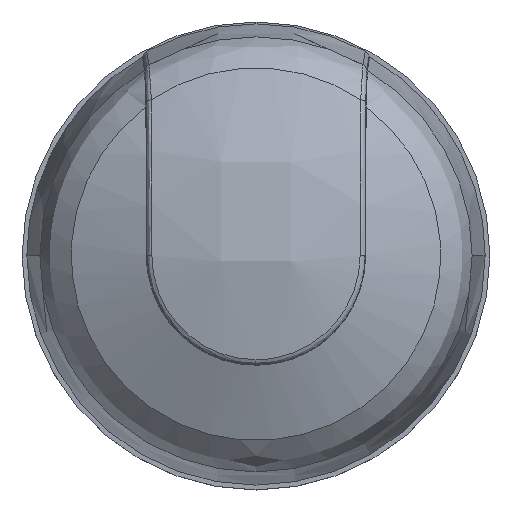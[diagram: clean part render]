
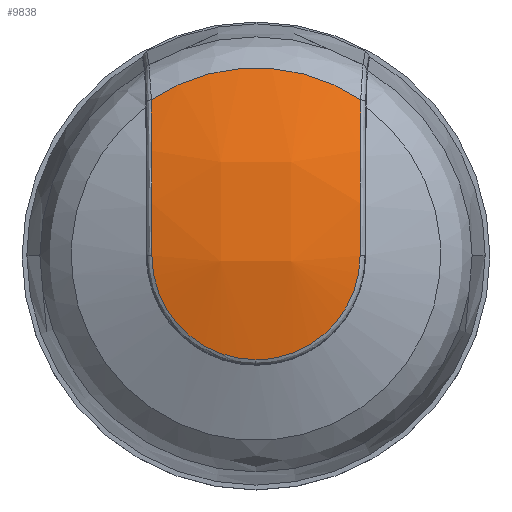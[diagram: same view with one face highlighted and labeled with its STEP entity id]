
A CAD part, top view. The second image highlights one B-rep face of the part: STEP entity #9838.
In plain terms, the highlighted free-form (B-spline) face has degree [3, 3] with [4, 4] control points.
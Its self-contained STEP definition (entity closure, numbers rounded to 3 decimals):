
#153 = CARTESIAN_POINT ( 'NONE',  ( -10.777, 20.975, 58.029 ) ) ;
#197 = B_SPLINE_CURVE_WITH_KNOTS ( 'NONE', 3,
 ( #6789, #4698, #15854, #30092, #10209, #30417, #17731, #7339, #4912, #27993, #12727, #5020, #20078, #20185, #30312, #20397, #27772, #5232 ),
 .UNSPECIFIED., .F., .F.,
 ( 4, 2, 2, 2, 2, 2, 2, 2, 4 ),
 ( 0., 0.006, 0.008, 0.167, 0.325, 0.483, 0.642, 0.8, 1. ),
 .UNSPECIFIED. ) ;
#292 = CARTESIAN_POINT ( 'NONE',  ( -15.847, 49.286, 53.298 ) ) ;
#367 = CARTESIAN_POINT ( 'NONE',  ( -14.795, 25.743, 58.029 ) ) ;
#607 = CARTESIAN_POINT ( 'NONE',  ( 6.239, 49.286, 53.298 ) ) ;
#1844 = EDGE_CURVE ( 'NONE', #5562, #18455, #1937, .T. ) ;
#1937 = B_SPLINE_CURVE_WITH_KNOTS ( 'NONE', 3,
 ( #24479, #19518, #19299, #21733, #21838, #16970 ),
 .UNSPECIFIED., .F., .F.,
 ( 4, 2, 4 ),
 ( 0., 0.5, 1. ),
 .UNSPECIFIED. ) ;
#2692 = CARTESIAN_POINT ( 'NONE',  ( -15.661, 30.024, 58.029 ) ) ;
#2721 = CARTESIAN_POINT ( 'NONE',  ( -15.847, 39.976, 58.126 ) ) ;
#3064 = ORIENTED_EDGE ( 'NONE', *, *, #30206, .F. ) ;
#3784 = VERTEX_POINT ( 'NONE', #17003 ) ;
#4698 = CARTESIAN_POINT ( 'NONE',  ( 6.053, 30.055, 58.029 ) ) ;
#4910 = CARTESIAN_POINT ( 'NONE',  ( -15.659, 29.74, 58.029 ) ) ;
#4912 = CARTESIAN_POINT ( 'NONE',  ( 5.109, 25.568, 58.029 ) ) ;
#5020 = CARTESIAN_POINT ( 'NONE',  ( 2.451, 21.96, 58.029 ) ) ;
#5201 = CARTESIAN_POINT ( 'NONE',  ( -15.661, 30.087, 58.029 ) ) ;
#5232 = CARTESIAN_POINT ( 'NONE',  ( -4.804, 19.23, 58.029 ) ) ;
#5309 = EDGE_LOOP ( 'NONE', ( #29234, #28380, #3064, #8445, #27858 ) ) ;
#5562 = VERTEX_POINT ( 'NONE', #19382 ) ;
#5569 = VERTEX_POINT ( 'NONE', #21923 ) ;
#6789 = CARTESIAN_POINT ( 'NONE',  ( 6.053, 30.087, 58.029 ) ) ;
#7339 = CARTESIAN_POINT ( 'NONE',  ( 5.449, 26.406, 58.029 ) ) ;
#7362 = CARTESIAN_POINT ( 'NONE',  ( -1.04, 18.922, 58.455 ) ) ;
#7872 = CARTESIAN_POINT ( 'NONE',  ( -13.419, 23.418, 58.029 ) ) ;
#8445 = ORIENTED_EDGE ( 'NONE', *, *, #27844, .T. ) ;
#8849 = CARTESIAN_POINT ( 'NONE',  ( -15.685, 41.038, 56.657 ) ) ;
#9838 = ADVANCED_FACE ( 'NONE', ( #26117 ), #15266, .T. ) ;
#9911 = CARTESIAN_POINT ( 'NONE',  ( -1.04, 50.173, 55.009 ) ) ;
#10209 = CARTESIAN_POINT ( 'NONE',  ( 6.052, 29.961, 58.029 ) ) ;
#10409 = CARTESIAN_POINT ( 'NONE',  ( -15.648, 29.487, 58.029 ) ) ;
#11280 = CARTESIAN_POINT ( 'NONE',  ( -15.7, 43.749, 55.821 ) ) ;
#12427 = CARTESIAN_POINT ( 'NONE',  ( -15.847, 29.553, 59.275 ) ) ;
#12647 = CARTESIAN_POINT ( 'NONE',  ( -8.569, 29.528, 61.262 ) ) ;
#12727 = CARTESIAN_POINT ( 'NONE',  ( 3.691, 23.267, 58.029 ) ) ;
#12754 = CARTESIAN_POINT ( 'NONE',  ( -8.569, 40.433, 60.06 ) ) ;
#12832 = CARTESIAN_POINT ( 'NONE',  ( -5.705, 19.23, 58.029 ) ) ;
#12946 = CARTESIAN_POINT ( 'NONE',  ( -15.661, 30.087, 58.029 ) ) ;
#13254 = VERTEX_POINT ( 'NONE', #5201 ) ;
#13471 = CARTESIAN_POINT ( 'NONE',  ( 6.11, 46.346, 54.717 ) ) ;
#13545 = B_SPLINE_CURVE_WITH_KNOTS ( 'NONE', 3,
 ( #28099, #12832, #15071, #27666, #30415, #153, #17944, #23029, #7872, #25571, #367, #15296, #30625, #10409, #4910, #2692, #20393, #12946 ),
 .UNSPECIFIED., .F., .F.,
 ( 4, 2, 2, 2, 2, 2, 2, 2, 4 ),
 ( 0., 0.158, 0.317, 0.475, 0.633, 0.792, 0.95, 0.994, 1. ),
 .UNSPECIFIED. ) ;
#14895 = CIRCLE ( 'NONE', #27409, 19.583 ) ;
#15071 = CARTESIAN_POINT ( 'NONE',  ( -6.603, 19.342, 58.029 ) ) ;
#15266 =( BOUNDED_SURFACE ( )  B_SPLINE_SURFACE ( 3, 3, ( 
 ( #22861, #12427, #2721, #292 ),
 ( #22536, #12647, #12754, #30119 ),
 ( #7362, #32637, #17545, #9911 ),
 ( #25046, #23163, #15976, #607 ) ),
 .UNSPECIFIED., .F., .F., .F. ) 
 B_SPLINE_SURFACE_WITH_KNOTS ( ( 4, 4 ),
 ( 4, 4 ),
 ( 0., 1. ),
 ( 0., 1. ),
 .UNSPECIFIED. ) 
 GEOMETRIC_REPRESENTATION_ITEM ( )  RATIONAL_B_SPLINE_SURFACE ( (
 ( 1., 0.955, 0.955, 1.),
 ( 0.978, 0.934, 0.934, 0.978),
 ( 0.978, 0.934, 0.934, 0.978),
 ( 1., 0.955, 0.955, 1.) ) ) 
 REPRESENTATION_ITEM ( '' )  SURFACE ( )  );
#15296 = CARTESIAN_POINT ( 'NONE',  ( -15.375, 27.45, 58.029 ) ) ;
#15854 = CARTESIAN_POINT ( 'NONE',  ( 6.053, 30.024, 58.029 ) ) ;
#15976 = CARTESIAN_POINT ( 'NONE',  ( 6.239, 39.976, 58.126 ) ) ;
#16502 = CARTESIAN_POINT ( 'NONE',  ( -15.666, 35.56, 57.761 ) ) ;
#16970 = CARTESIAN_POINT ( 'NONE',  ( 6.11, 46.346, 54.717 ) ) ;
#17003 = CARTESIAN_POINT ( 'NONE',  ( -4.804, 19.23, 58.029 ) ) ;
#17545 = CARTESIAN_POINT ( 'NONE',  ( -1.04, 40.433, 60.06 ) ) ;
#17731 = CARTESIAN_POINT ( 'NONE',  ( 5.916, 28.147, 58.029 ) ) ;
#17886 = EDGE_CURVE ( 'NONE', #5562, #3784, #197, .T. ) ;
#17944 = CARTESIAN_POINT ( 'NONE',  ( -11.512, 21.502, 58.029 ) ) ;
#18455 = VERTEX_POINT ( 'NONE', #13471 ) ;
#18714 = CARTESIAN_POINT ( 'NONE',  ( -15.661, 32.795, 58.029 ) ) ;
#19299 = CARTESIAN_POINT ( 'NONE',  ( 6.057, 35.56, 57.761 ) ) ;
#19382 = CARTESIAN_POINT ( 'NONE',  ( 6.053, 30.087, 58.029 ) ) ;
#19518 = CARTESIAN_POINT ( 'NONE',  ( 6.053, 32.795, 58.029 ) ) ;
#19727 = DIRECTION ( 'NONE',  ( 1., 0., 0. ) ) ;
#20078 = CARTESIAN_POINT ( 'NONE',  ( 1.751, 21.386, 58.029 ) ) ;
#20185 = CARTESIAN_POINT ( 'NONE',  ( 0.227, 20.424, 58.029 ) ) ;
#20393 = CARTESIAN_POINT ( 'NONE',  ( -15.661, 30.055, 58.029 ) ) ;
#20397 = CARTESIAN_POINT ( 'NONE',  ( -2.533, 19.409, 58.029 ) ) ;
#21473 = CARTESIAN_POINT ( 'NONE',  ( -15.719, 46.346, 54.717 ) ) ;
#21733 = CARTESIAN_POINT ( 'NONE',  ( 6.077, 41.038, 56.657 ) ) ;
#21838 = CARTESIAN_POINT ( 'NONE',  ( 6.091, 43.749, 55.821 ) ) ;
#21923 = CARTESIAN_POINT ( 'NONE',  ( -15.719, 46.346, 54.717 ) ) ;
#22536 = CARTESIAN_POINT ( 'NONE',  ( -8.569, 18.922, 58.455 ) ) ;
#22861 = CARTESIAN_POINT ( 'NONE',  ( -15.847, 19.415, 56.592 ) ) ;
#23029 = CARTESIAN_POINT ( 'NONE',  ( -12.836, 22.726, 58.029 ) ) ;
#23163 = CARTESIAN_POINT ( 'NONE',  ( 6.239, 29.553, 59.275 ) ) ;
#24465 = CARTESIAN_POINT ( 'NONE',  ( -4.804, 30.087, 54.717 ) ) ;
#24479 = CARTESIAN_POINT ( 'NONE',  ( 6.053, 30.087, 58.029 ) ) ;
#25046 = CARTESIAN_POINT ( 'NONE',  ( 6.239, 19.415, 56.592 ) ) ;
#25571 = CARTESIAN_POINT ( 'NONE',  ( -14.4, 24.929, 58.029 ) ) ;
#26117 = FACE_OUTER_BOUND ( 'NONE', #5309, .T. ) ;
#26217 = CARTESIAN_POINT ( 'NONE',  ( -15.661, 30.087, 58.029 ) ) ;
#27409 = AXIS2_PLACEMENT_3D ( 'NONE', #24465, #32162, #19727 ) ;
#27666 = CARTESIAN_POINT ( 'NONE',  ( -8.35, 19.786, 58.029 ) ) ;
#27772 = CARTESIAN_POINT ( 'NONE',  ( -3.665, 19.23, 58.029 ) ) ;
#27844 = EDGE_CURVE ( 'NONE', #5569, #13254, #29996, .T. ) ;
#27858 = ORIENTED_EDGE ( 'NONE', *, *, #31411, .F. ) ;
#27993 = CARTESIAN_POINT ( 'NONE',  ( 4.228, 23.995, 58.029 ) ) ;
#28099 = CARTESIAN_POINT ( 'NONE',  ( -4.804, 19.23, 58.029 ) ) ;
#28380 = ORIENTED_EDGE ( 'NONE', *, *, #1844, .T. ) ;
#29234 = ORIENTED_EDGE ( 'NONE', *, *, #17886, .F. ) ;
#29996 = B_SPLINE_CURVE_WITH_KNOTS ( 'NONE', 3,
 ( #21473, #11280, #8849, #16502, #18714, #26217 ),
 .UNSPECIFIED., .F., .F.,
 ( 4, 2, 4 ),
 ( 0., 0.5, 1. ),
 .UNSPECIFIED. ) ;
#30092 = CARTESIAN_POINT ( 'NONE',  ( 6.052, 29.977, 58.029 ) ) ;
#30119 = CARTESIAN_POINT ( 'NONE',  ( -8.569, 50.173, 55.009 ) ) ;
#30206 = EDGE_CURVE ( 'NONE', #5569, #18455, #14895, .T. ) ;
#30312 = CARTESIAN_POINT ( 'NONE',  ( -0.592, 20.04, 58.029 ) ) ;
#30415 = CARTESIAN_POINT ( 'NONE',  ( -9.193, 20.115, 58.029 ) ) ;
#30417 = CARTESIAN_POINT ( 'NONE',  ( 6.04, 29.043, 58.029 ) ) ;
#30625 = CARTESIAN_POINT ( 'NONE',  ( -15.557, 28.336, 58.029 ) ) ;
#31411 = EDGE_CURVE ( 'NONE', #3784, #13254, #13545, .T. ) ;
#32162 = DIRECTION ( 'NONE',  ( 0., 0., -1. ) ) ;
#32637 = CARTESIAN_POINT ( 'NONE',  ( -1.04, 29.528, 61.262 ) ) ;
